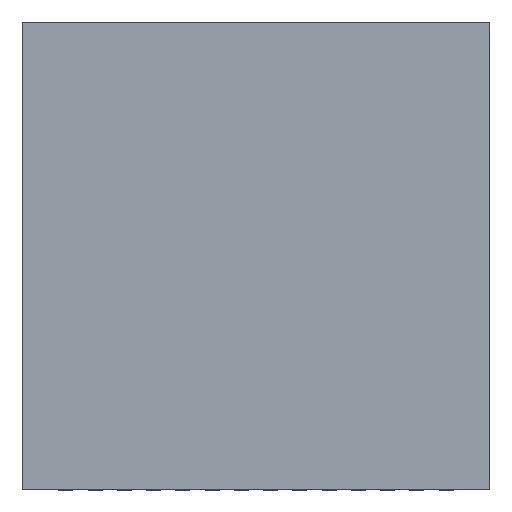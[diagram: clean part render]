
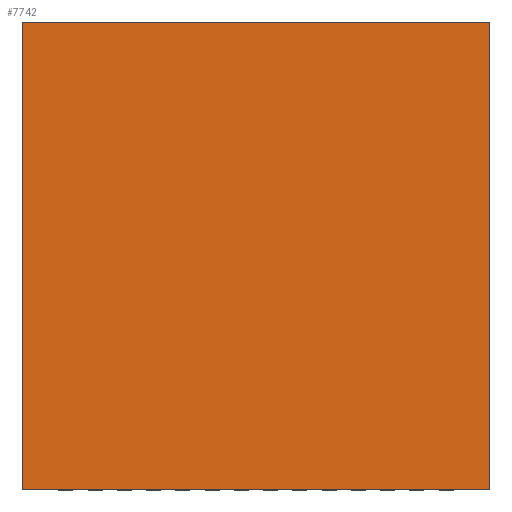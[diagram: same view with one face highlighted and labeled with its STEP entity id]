
A CAD part, top view. The second image highlights one B-rep face of the part: STEP entity #7742.
In plain terms, the highlighted face is planar.
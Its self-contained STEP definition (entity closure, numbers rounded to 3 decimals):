
#3596=DIRECTION('',(0.,0.,1.));
#3597=VECTOR('',#3596,8.);
#3598=CARTESIAN_POINT('',(-4.,0.96,-4.));
#3599=LINE('',#3598,#3597);
#3603=DIRECTION('',(-1.,0.,0.));
#3604=VECTOR('',#3603,8.);
#3605=CARTESIAN_POINT('',(4.,0.96,-4.));
#3606=LINE('',#3605,#3604);
#3610=DIRECTION('',(0.,0.,-1.));
#3611=VECTOR('',#3610,8.);
#3612=CARTESIAN_POINT('',(4.,0.96,4.));
#3613=LINE('',#3612,#3611);
#3617=DIRECTION('',(1.,0.,0.));
#3618=VECTOR('',#3617,8.);
#3619=CARTESIAN_POINT('',(-4.,0.96,4.));
#3620=LINE('',#3619,#3618);
#5136=CARTESIAN_POINT('',(-4.,0.96,-4.));
#5137=CARTESIAN_POINT('',(-4.,0.96,4.));
#5138=VERTEX_POINT('',#5136);
#5139=VERTEX_POINT('',#5137);
#5140=CARTESIAN_POINT('',(4.,0.96,4.));
#5141=VERTEX_POINT('',#5140);
#5142=CARTESIAN_POINT('',(4.,0.96,-4.));
#5143=VERTEX_POINT('',#5142);
#7729=CARTESIAN_POINT('',(0.,0.96,0.));
#7730=DIRECTION('',(0.,1.,0.));
#7731=DIRECTION('',(1.,0.,0.));
#7732=AXIS2_PLACEMENT_3D('',#7729,#7730,#7731);
#7733=PLANE('',#7732);
#7734=ORIENTED_EDGE('',*,*,#7603,.F.);
#7735=ORIENTED_EDGE('',*,*,#6614,.F.);
#7737=ORIENTED_EDGE('',*,*,#7736,.F.);
#7739=ORIENTED_EDGE('',*,*,#7738,.F.);
#7740=EDGE_LOOP('',(#7734,#7735,#7737,#7739));
#7741=FACE_OUTER_BOUND('',#7740,.F.);
#7742=ADVANCED_FACE('',(#7741),#7733,.T.);
#6614=EDGE_CURVE('',#5143,#5138,#3606,.T.);
#7603=EDGE_CURVE('',#5138,#5139,#3599,.T.);
#7736=EDGE_CURVE('',#5141,#5143,#3613,.T.);
#7738=EDGE_CURVE('',#5139,#5141,#3620,.T.);
